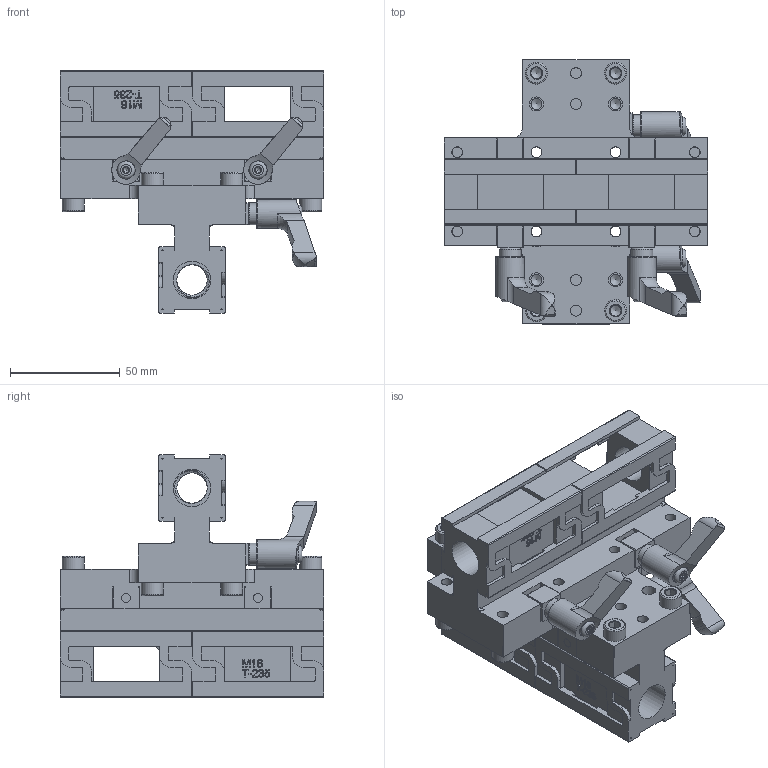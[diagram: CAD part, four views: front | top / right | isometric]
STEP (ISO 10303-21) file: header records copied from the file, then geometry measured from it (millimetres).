
FILE_DESCRIPTION(/* description */ ('Unknown'),/* implementation_level */ '2;1');
FILE_NAME(/* name */ 'A-0000141-Kreuzschlitten50-120lg',/* time_stamp */ '2020-03-29T10:25:46+02:00',/* author */ ('Unknown'),/* organization */ ('Unknown'),/* preprocessor_version */ 'ST-DEVELOPER v16.7',/* originating_system */ 'Solid Edge',/* authorisation */ 'Unknown');
FILE_SCHEMA (('AUTOMOTIVE_DESIGN {1 0 10303 214 3 1 1}'));
Products named in the file (1): A-0000141-Kreuzschlitten50-120lg-dy
Bounding box: 120 x 120 x 110.2 mm (x, y, z)
Volume: 359215.9 mm3; surface area: 111244.6 mm2
Topology: 1 solids, 13 shells, 2115 faces, 5772 edges, 3769 vertices
Faces by surface type: plane 1313, cylinder 434, bspline 162, cone 152, torus 54
Full cylindrical faces by diameter (mm): 4.134 x4, 4.5 x4, 4.917 x16, 5 x40, 5.5 x4, 6 x16, 6.4 x20, 8 x4, 8.3 x4, 10 x12, 13 x4, 17 x6
Entity records: 95443 total; most frequent: CARTESIAN_POINT 29811, ORIENTED_EDGE 10746, DIRECTION 9621, EDGE_CURVE 5373, VERTEX_POINT 3638, LINE 3633, VECTOR 3633, AXIS2_PLACEMENT_3D 2994
